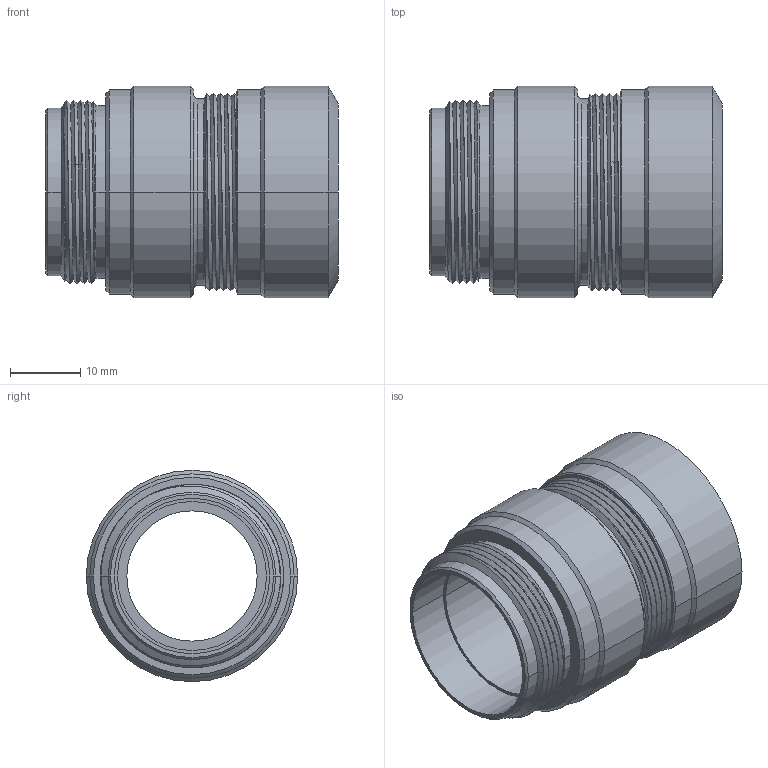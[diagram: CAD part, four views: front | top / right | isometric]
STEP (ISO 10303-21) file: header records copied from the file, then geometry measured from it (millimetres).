
FILE_DESCRIPTION((''),'2;1');
FILE_NAME('13304PEM_ASM','2017-11-06T10:17:30',('laurentbigonski'),('NET AG system integration'),'CREO PARAMETRIC BY PTC INC, 2017260','CREO PARAMETRIC BY PTC INC, 2017260','');
FILE_SCHEMA(('AUTOMOTIVE_DESIGN { 1 0 10303 214 1 1 1 1 }'));
Length unit declared in the file: millimetre
Products named in the file (3): 3300_0364_XXX; 3300_0343_XXX; 13304PEM_ASM
Assembly tree (2 placements, depth 2):
  13304PEM_ASM
    3300_0364_XXX
    3300_0343_XXX
Bounding box: 41.5 x 30 x 30 mm (x, y, z)
Volume: 9268 mm3; surface area: 9091.1 mm2
Topology: 2 solids, 2 shells, 103 faces, 237 edges, 143 vertices
Faces by surface type: cylinder 47, cone 32, plane 12, bspline 8, torus 4
Entity records: 7447 total; most frequent: CARTESIAN_POINT 3790, DIRECTION 501, ORIENTED_EDGE 474, PRESENTATION_STYLE_ASSIGNMENT 239, STYLED_ITEM 239, CURVE_STYLE 237, EDGE_CURVE 237, AXIS2_PLACEMENT_3D 201
